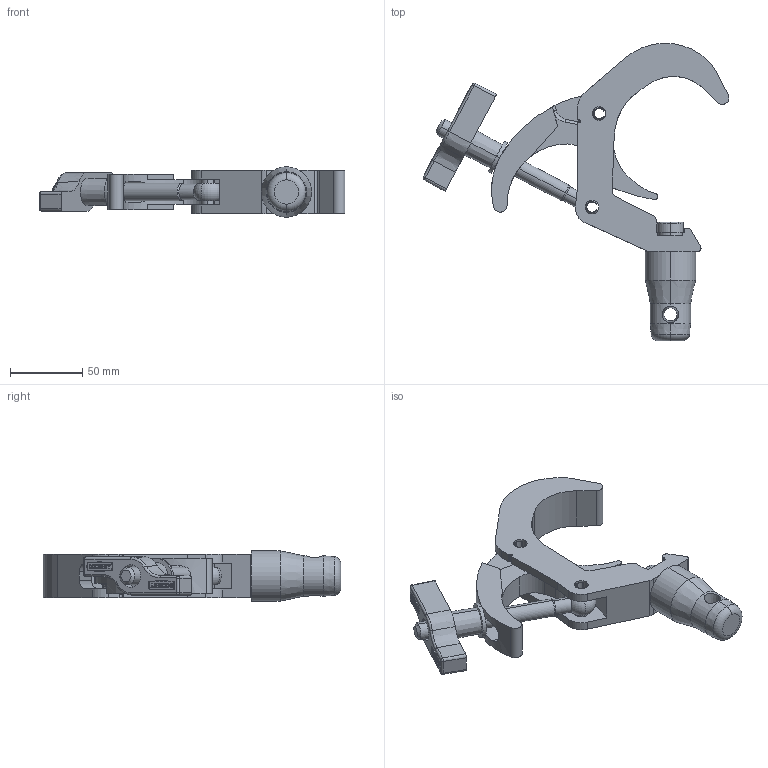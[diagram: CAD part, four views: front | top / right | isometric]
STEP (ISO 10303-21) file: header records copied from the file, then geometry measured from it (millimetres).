
FILE_DESCRIPTION (( 'STEP AP203' ), '1' );
FILE_NAME ('T45835.STEP', '2018-07-30T13:43:21', ( '' ), ( '' ), 'SwSTEP 2.0', 'SolidWorks 2016', '' );
FILE_SCHEMA (( 'CONFIG_CONTROL_DESIGN' ));
Length unit declared in the file: millimetre
Products named in the file (15): TH2016_25MM WIDE; T78056; TH3127; Doughty Knob_S0123; TH657_NO STAMPING; TH658_TH658; A Washer_Bright washer BS 4320 - M12 (Form A); TH2015_30MM WIDE; TH692; T45835; S1192_For T58500; F791; F2916_ISO 4762 M12 x 45 --- 45S; f1501; TH3136
Assembly tree (15 placements, depth 3):
  T45835
    TH657_NO STAMPING
      TH2015_30MM WIDE
    TH658_TH658
      TH2016_25MM WIDE
    F791  x2
    S1192_For T58500
    T78056
      TH692
      Doughty Knob_S0123
      A Washer_Bright washer BS 4320 - M12 (Form A)
    TH3127
    f1501
    TH3136
    F2916_ISO 4762 M12 x 45 --- 45S
Bounding box: 211.68 x 205.95 x 34.9 mm (x, y, z)
Volume: 259336.2 mm3; surface area: 76670.3 mm2
Topology: 12 solids, 12 shells, 617 faces, 1608 edges, 1031 vertices
Faces by surface type: cylinder 239, plane 220, cone 122, torus 22, bspline 14
Entity records: 22620 total; most frequent: CARTESIAN_POINT 5732, DIRECTION 3402, ORIENTED_EDGE 3128, EDGE_CURVE 1564, AXIS2_PLACEMENT_3D 1290, VERTEX_POINT 1007, LINE 822, VECTOR 822
